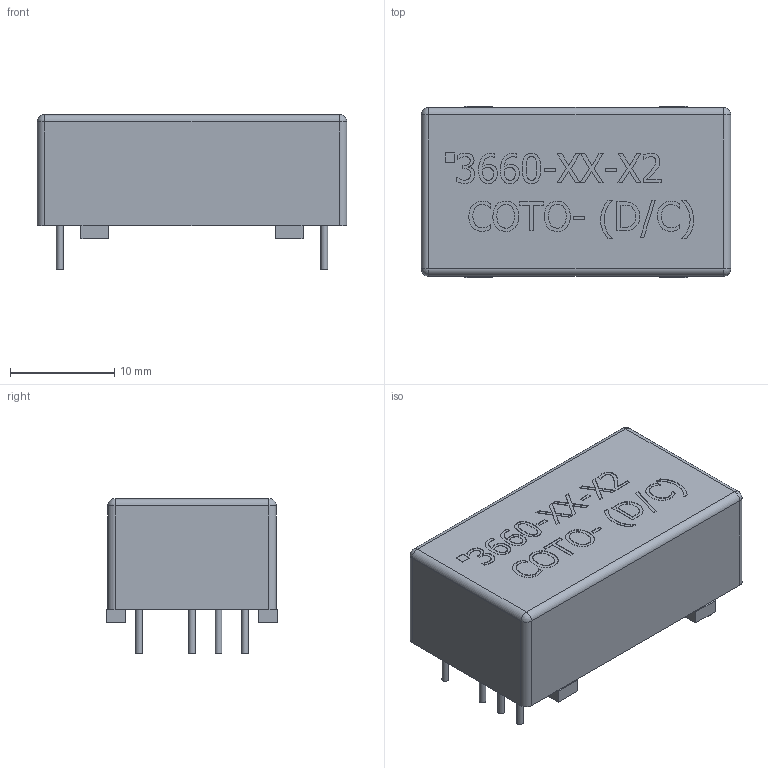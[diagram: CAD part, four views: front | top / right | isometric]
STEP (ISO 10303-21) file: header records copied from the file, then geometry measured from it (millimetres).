
FILE_DESCRIPTION(('PRELIMINARY'),'2;1');
FILE_NAME('3660-XX-X2 (A).stp','2013-06-12T08:32:50',('odafonseca'),(''),'Autodesk Inventor 2013','Autodesk Inventor 2013','');
FILE_SCHEMA(('AUTOMOTIVE_DESIGN { 1 0 10303 214 1 1 1 1 }'));
Length unit declared in the file: inch
Products named in the file (1): 3660-XX-X2 (A)
Bounding box: 29.74 x 16.51 x 14.88 mm (x, y, z)
Volume: 5155.2 mm3; surface area: 4727.6 mm2
Topology: 2 solids, 2 shells, 384 faces, 1000 edges, 648 vertices
Faces by surface type: plane 180, bspline 162, cylinder 32, sphere 8, torus 2
Full cylindrical faces by diameter (mm): 0.66 x8
Entity records: 12946 total; most frequent: CARTESIAN_POINT 4257, ORIENTED_EDGE 1968, DIRECTION 1178, EDGE_CURVE 984, VERTEX_POINT 648, VECTOR 596, LINE 596, EDGE_LOOP 428
